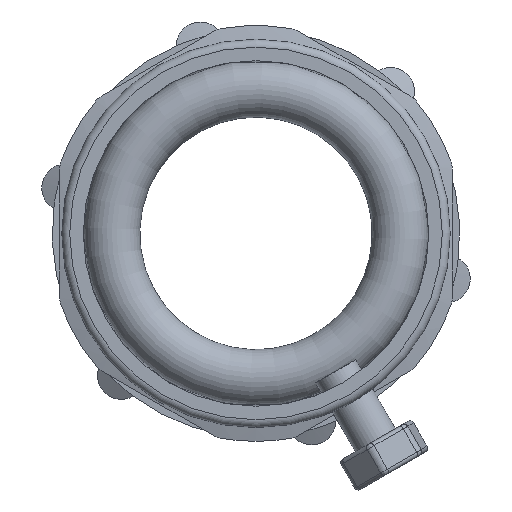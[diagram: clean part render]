
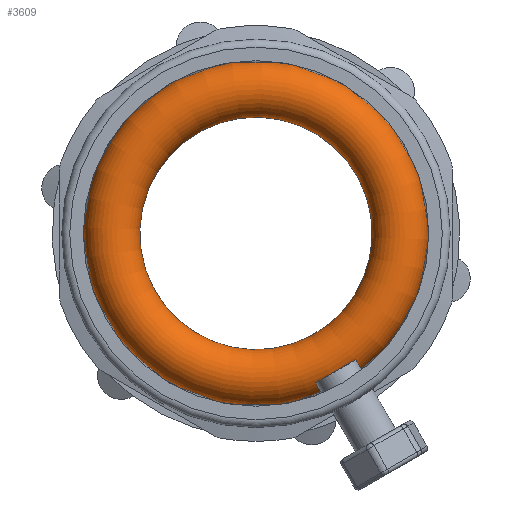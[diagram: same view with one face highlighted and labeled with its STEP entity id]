
A CAD part, front view. The second image highlights one B-rep face of the part: STEP entity #3609.
In plain terms, the highlighted toroidal (fillet/blend) face has major radius 18.125 mm and minor radius 3.525 mm.
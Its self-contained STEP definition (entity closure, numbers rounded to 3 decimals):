
#29=TOROIDAL_SURFACE('',#4013,18.125,3.525);
#518=FACE_OUTER_BOUND('',#727,.T.);
#727=EDGE_LOOP('',(#3142,#3143,#3144,#3145,#3146,#3147,#3148,#3149));
#1309=CIRCLE('',#4009,14.6);
#1310=CIRCLE('',#4010,14.6);
#1311=CIRCLE('',#4011,14.6);
#1313=CIRCLE('',#4014,21.65);
#1314=CIRCLE('',#4015,21.65);
#1315=CIRCLE('',#4016,3.525);
#1316=CIRCLE('',#4017,21.65);
#1647=VERTEX_POINT('',#7379);
#1648=VERTEX_POINT('',#7381);
#1649=VERTEX_POINT('',#7383);
#1650=VERTEX_POINT('',#7388);
#1651=VERTEX_POINT('',#7389);
#1652=VERTEX_POINT('',#7391);
#2150=EDGE_CURVE('',#1648,#1647,#1309,.T.);
#2151=EDGE_CURVE('',#1649,#1648,#1310,.T.);
#2152=EDGE_CURVE('',#1647,#1649,#1311,.T.);
#2154=EDGE_CURVE('',#1650,#1651,#1313,.T.);
#2155=EDGE_CURVE('',#1652,#1650,#1314,.T.);
#2156=EDGE_CURVE('',#1652,#1649,#1315,.T.);
#2157=EDGE_CURVE('',#1651,#1652,#1316,.T.);
#3142=ORIENTED_EDGE('',*,*,#2154,.F.);
#3143=ORIENTED_EDGE('',*,*,#2155,.F.);
#3144=ORIENTED_EDGE('',*,*,#2156,.T.);
#3145=ORIENTED_EDGE('',*,*,#2151,.T.);
#3146=ORIENTED_EDGE('',*,*,#2150,.T.);
#3147=ORIENTED_EDGE('',*,*,#2152,.T.);
#3148=ORIENTED_EDGE('',*,*,#2156,.F.);
#3149=ORIENTED_EDGE('',*,*,#2157,.F.);
#3609=ADVANCED_FACE('',(#518),#29,.T.);
#4009=AXIS2_PLACEMENT_3D('',#7382,#4945,#4946);
#4010=AXIS2_PLACEMENT_3D('',#7384,#4947,#4948);
#4011=AXIS2_PLACEMENT_3D('',#7385,#4949,#4950);
#4013=AXIS2_PLACEMENT_3D('',#7387,#4953,#4954);
#4014=AXIS2_PLACEMENT_3D('',#7390,#4955,#4956);
#4015=AXIS2_PLACEMENT_3D('',#7392,#4957,#4958);
#4016=AXIS2_PLACEMENT_3D('',#7393,#4959,#4960);
#4017=AXIS2_PLACEMENT_3D('',#7394,#4961,#4962);
#4945=DIRECTION('center_axis',(0.,1.,0.));
#4946=DIRECTION('ref_axis',(-0.788,0.,-0.616));
#4947=DIRECTION('center_axis',(0.,1.,0.));
#4948=DIRECTION('ref_axis',(-0.788,0.,-0.616));
#4949=DIRECTION('center_axis',(0.,1.,0.));
#4950=DIRECTION('ref_axis',(-0.788,0.,-0.616));
#4953=DIRECTION('center_axis',(0.,1.,0.));
#4954=DIRECTION('ref_axis',(-0.616,0.,0.788));
#4955=DIRECTION('center_axis',(0.,1.,0.));
#4956=DIRECTION('ref_axis',(-0.788,0.,-0.616));
#4957=DIRECTION('center_axis',(0.,1.,0.));
#4958=DIRECTION('ref_axis',(-0.788,0.,-0.616));
#4959=DIRECTION('center_axis',(-0.788,0.,
-0.616));
#4960=DIRECTION('ref_axis',(0.616,0.,-0.788));
#4961=DIRECTION('center_axis',(0.,1.,0.));
#4962=DIRECTION('ref_axis',(-0.788,0.,-0.616));
#7379=CARTESIAN_POINT('',(11.504,23.625,8.99));
#7381=CARTESIAN_POINT('',(-11.504,23.625,-8.99));
#7382=CARTESIAN_POINT('Origin',(0.,23.625,0.));
#7383=CARTESIAN_POINT('',(8.99,23.625,-11.504));
#7384=CARTESIAN_POINT('Origin',(0.,23.625,0.));
#7385=CARTESIAN_POINT('Origin',(0.,23.625,0.));
#7387=CARTESIAN_POINT('Origin',(0.,23.625,0.));
#7388=CARTESIAN_POINT('',(-17.059,23.625,-13.331));
#7389=CARTESIAN_POINT('',(17.059,23.625,13.331));
#7390=CARTESIAN_POINT('Origin',(0.,23.625,0.));
#7391=CARTESIAN_POINT('',(13.331,23.625,-17.059));
#7392=CARTESIAN_POINT('Origin',(0.,23.625,0.));
#7393=CARTESIAN_POINT('Origin',(11.161,23.625,-14.281));
#7394=CARTESIAN_POINT('Origin',(0.,23.625,0.));
